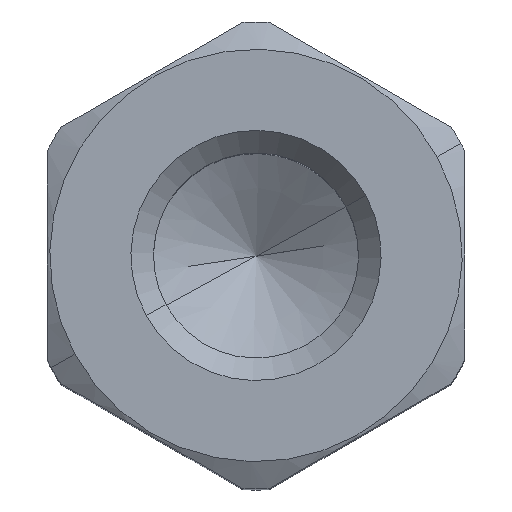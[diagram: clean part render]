
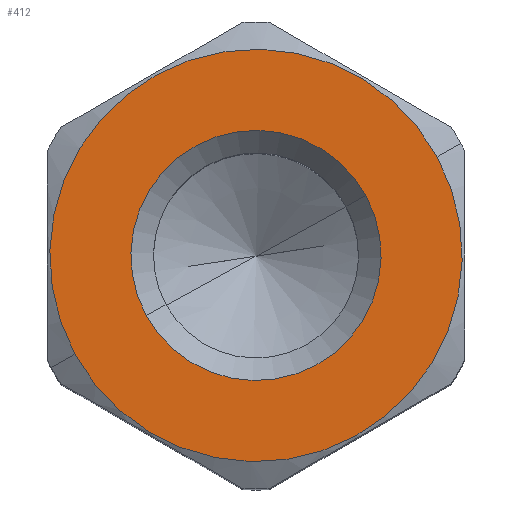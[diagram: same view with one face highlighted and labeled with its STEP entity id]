
A CAD part, top view. The second image highlights one B-rep face of the part: STEP entity #412.
In plain terms, the highlighted planar face has unit normal (0, 0, 1).
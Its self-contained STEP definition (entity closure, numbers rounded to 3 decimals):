
#248=AXIS2_PLACEMENT_3D('Circle Axis2P3D',#246,#247,$) ;
#265=AXIS2_PLACEMENT_3D('Circle Axis2P3D',#263,#264,$) ;
#388=AXIS2_PLACEMENT_3D('Plane Axis2P3D',#385,#386,#387) ;
#392=AXIS2_PLACEMENT_3D('Circle Axis2P3D',#390,#391,$) ;
#401=AXIS2_PLACEMENT_3D('Circle Axis2P3D',#399,#400,$) ;
#227=CARTESIAN_POINT('Vertex',(2.367,4.162,21.)) ;
#243=CARTESIAN_POINT('Vertex',(7.633,7.038,21.)) ;
#246=CARTESIAN_POINT('Axis2P3D Location',(5.,5.6,21.)) ;
#263=CARTESIAN_POINT('Axis2P3D Location',(5.,5.6,21.)) ;
#385=CARTESIAN_POINT('Axis2P3D Location',(9.945,5.6,21.)) ;
#390=CARTESIAN_POINT('Axis2P3D Location',(5.,5.6,21.)) ;
#394=CARTESIAN_POINT('Vertex',(0.66,3.229,21.)) ;
#396=CARTESIAN_POINT('Vertex',(9.34,7.971,21.)) ;
#399=CARTESIAN_POINT('Axis2P3D Location',(5.,5.6,21.)) ;
#247=DIRECTION('Axis2P3D Direction',(0.,0.,1.)) ;
#264=DIRECTION('Axis2P3D Direction',(0.,0.,1.)) ;
#386=DIRECTION('Axis2P3D Direction',(0.,0.,1.)) ;
#387=DIRECTION('Axis2P3D XDirection',(1.,0.,0.)) ;
#391=DIRECTION('Axis2P3D Direction',(0.,0.,1.)) ;
#400=DIRECTION('Axis2P3D Direction',(0.,0.,1.)) ;
#405=ORIENTED_EDGE('',*,*,#398,.T.) ;
#406=ORIENTED_EDGE('',*,*,#403,.T.) ;
#409=ORIENTED_EDGE('',*,*,#250,.F.) ;
#410=ORIENTED_EDGE('',*,*,#267,.F.) ;
#411=FACE_BOUND('',#408,.T.) ;
#412=ADVANCED_FACE('Koerper.2',(#407,#411),#389,.T.) ;
#249=CIRCLE('generated circle',#248,3.) ;
#266=CIRCLE('generated circle',#265,3.) ;
#393=CIRCLE('generated circle',#392,4.945) ;
#402=CIRCLE('generated circle',#401,4.945) ;
#250=EDGE_CURVE('',#244,#228,#249,.T.) ;
#267=EDGE_CURVE('',#228,#244,#266,.T.) ;
#398=EDGE_CURVE('',#395,#397,#393,.T.) ;
#403=EDGE_CURVE('',#397,#395,#402,.T.) ;
#404=EDGE_LOOP('',(#405,#406)) ;
#408=EDGE_LOOP('',(#409,#410)) ;
#407=FACE_OUTER_BOUND('',#404,.T.) ;
#389=PLANE('',#388) ;
#228=VERTEX_POINT('',#227) ;
#244=VERTEX_POINT('',#243) ;
#395=VERTEX_POINT('',#394) ;
#397=VERTEX_POINT('',#396) ;
